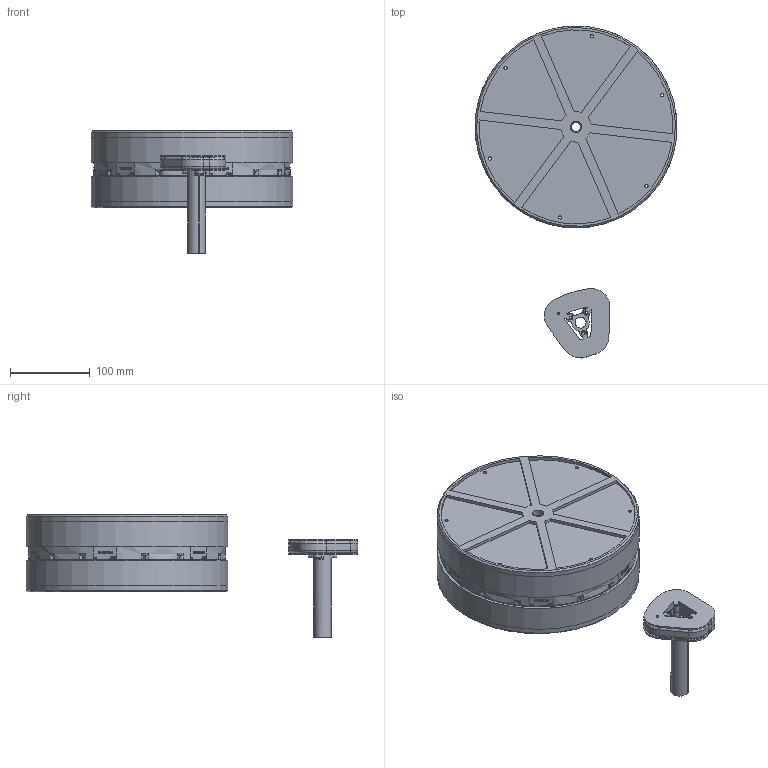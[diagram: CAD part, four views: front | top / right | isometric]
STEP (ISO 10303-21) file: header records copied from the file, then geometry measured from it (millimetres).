
FILE_DESCRIPTION(/* description */ (''),/* implementation_level */ '2;1');
FILE_NAME(/* name */ 'Generator V2_WIP.stp',/* time_stamp */ '2018-11-30T17:01:24+06:00',/* author */ ('Vijay'),/* organization */ (''),/* preprocessor_version */ 'ST-DEVELOPER v17',/* originating_system */ 'Autodesk Inventor 2019',/* authorisation */ '');
FILE_SCHEMA (('AUTOMOTIVE_DESIGN { 1 0 10303 214 3 1 1 }'));
Length unit declared in the file: inch
Products named in the file (18): Generator V2; Stator Holder & Brace; Stator Cover; 51104; 51104_PART1; 51104_PART2; 51104_PART3; 51104_PART4; DIN 7991 - M3x16; Magnet; Rotor; MS Feild Surpressor; SHF12; cover; enclosure cover; Copper Winding; Winding Jig Handle; Winding Jig
Assembly tree (61 placements, depth 3):
  Generator V2
    Stator Holder & Brace
    Stator Cover
    Copper Winding  x7
    51104  x2
      51104_PART1
      51104_PART2
      51104_PART3
      51104_PART4
    DIN 7991 - M3x16  x12
    Rotor  x2
    MS Feild Surpressor  x2
    Magnet  x8
    cover  x2
    enclosure cover  x2
    SHF12  x2
    Winding Jig  x2
    Winding Jig Handle
Bounding box: 252.4 x 415.17 x 153 mm (x, y, z)
Volume: 2522549.6 mm3; surface area: 1083268.5 mm2
Topology: 76 solids, 76 shells, 2576 faces, 6546 edges, 4213 vertices
Faces by surface type: plane 1168, cylinder 752, torus 220, bspline 192, cone 152, sphere 92
Full cylindrical faces by diameter (mm): 3 x99, 3.3 x2, 4 x36, 4.2 x2, 5.2 x8, 5.5 x4, 5.556 x28, 6 x12, 12.2 x4, 13.71 x1, 14 x2, 15 x1, 20 x2, 21 x4, 35 x6, 35.4 x2, 50 x1, 50.6 x1, 252.716 x4
Entity records: 52745 total; most frequent: CARTESIAN_POINT 12224, ORIENTED_EDGE 8442, DIRECTION 7745, EDGE_CURVE 4221, VERTEX_POINT 2772, LINE 2699, VECTOR 2699, AXIS2_PLACEMENT_3D 2523
